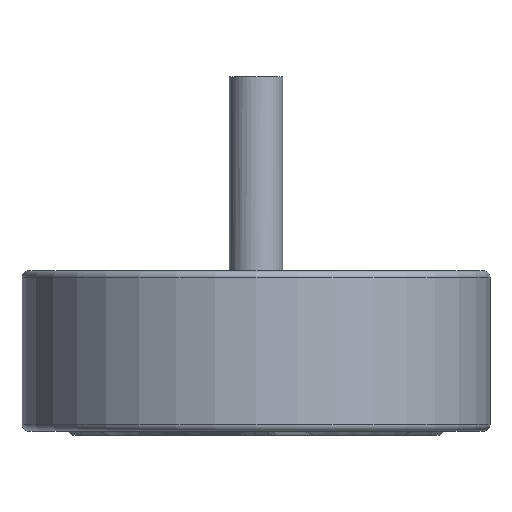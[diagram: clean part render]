
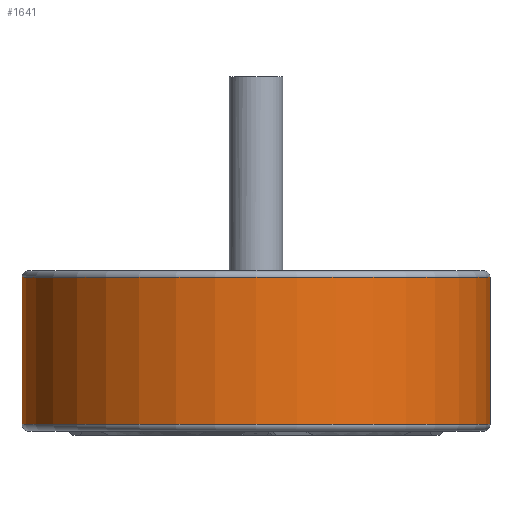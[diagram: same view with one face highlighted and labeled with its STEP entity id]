
A CAD part, front view. The second image highlights one B-rep face of the part: STEP entity #1641.
In plain terms, the highlighted cylindrical face has radius 17.5 mm (diameter 35 mm), a partial arc.
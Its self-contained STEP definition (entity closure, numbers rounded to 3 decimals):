
#8 = CARTESIAN_POINT ( 'NONE',  ( 17.5, 0., 11.5 ) ) ;
#225 = VECTOR ( 'NONE', #3931, 1000. ) ;
#604 = AXIS2_PLACEMENT_3D ( 'NONE', #5630, #3864, #2684 ) ;
#855 = DIRECTION ( 'NONE',  ( 0., 0., -1. ) ) ;
#909 = CARTESIAN_POINT ( 'NONE',  ( 0., 0., 11.5 ) ) ;
#1066 = VECTOR ( 'NONE', #855, 1000. ) ;
#1387 = VERTEX_POINT ( 'NONE', #8 ) ;
#1463 = CARTESIAN_POINT ( 'NONE',  ( 17.5, 0., 12. ) ) ;
#1522 = DIRECTION ( 'NONE',  ( 1., 0., 0. ) ) ;
#1641 = ADVANCED_FACE ( 'NONE', ( #3188 ), #7572, .T. ) ;
#1740 = DIRECTION ( 'NONE',  ( 0., 0., 1. ) ) ;
#2471 = CIRCLE ( 'NONE', #2654, 17.5 ) ;
#2654 = AXIS2_PLACEMENT_3D ( 'NONE', #5308, #1740, #5917 ) ;
#2684 = DIRECTION ( 'NONE',  ( -1., 0., 0. ) ) ;
#2800 = CARTESIAN_POINT ( 'NONE',  ( -17.5, 0., 11.5 ) ) ;
#3188 = FACE_OUTER_BOUND ( 'NONE', #5321, .T. ) ;
#3265 = VERTEX_POINT ( 'NONE', #5795 ) ;
#3435 = ORIENTED_EDGE ( 'NONE', *, *, #3897, .F. ) ;
#3686 = EDGE_CURVE ( 'NONE', #1387, #6243, #4168, .T. ) ;
#3864 = DIRECTION ( 'NONE',  ( 0., 0., -1. ) ) ;
#3897 = EDGE_CURVE ( 'NONE', #1387, #7205, #4252, .T. ) ;
#3931 = DIRECTION ( 'NONE',  ( 0., 0., -1. ) ) ;
#4118 = CARTESIAN_POINT ( 'NONE',  ( 17.5, 0., 0.5 ) ) ;
#4168 = CIRCLE ( 'NONE', #4827, 17.5 ) ;
#4252 = LINE ( 'NONE', #1463, #1066 ) ;
#4752 = ORIENTED_EDGE ( 'NONE', *, *, #3686, .T. ) ;
#4827 = AXIS2_PLACEMENT_3D ( 'NONE', #909, #5089, #1522 ) ;
#4987 = LINE ( 'NONE', #6282, #225 ) ;
#5089 = DIRECTION ( 'NONE',  ( 0., 0., -1. ) ) ;
#5308 = CARTESIAN_POINT ( 'NONE',  ( 0., 0., 0.5 ) ) ;
#5321 = EDGE_LOOP ( 'NONE', ( #3435, #4752, #5685, #7210 ) ) ;
#5630 = CARTESIAN_POINT ( 'NONE',  ( 0., 0., 12. ) ) ;
#5685 = ORIENTED_EDGE ( 'NONE', *, *, #6183, .T. ) ;
#5795 = CARTESIAN_POINT ( 'NONE',  ( -17.5, 0., 0.5 ) ) ;
#5917 = DIRECTION ( 'NONE',  ( 1., 0., 0. ) ) ;
#6183 = EDGE_CURVE ( 'NONE', #6243, #3265, #4987, .T. ) ;
#6243 = VERTEX_POINT ( 'NONE', #2800 ) ;
#6282 = CARTESIAN_POINT ( 'NONE',  ( -17.5, 0., 12. ) ) ;
#7193 = EDGE_CURVE ( 'NONE', #3265, #7205, #2471, .T. ) ;
#7205 = VERTEX_POINT ( 'NONE', #4118 ) ;
#7210 = ORIENTED_EDGE ( 'NONE', *, *, #7193, .T. ) ;
#7572 = CYLINDRICAL_SURFACE ( 'NONE', #604, 17.5 ) ;
